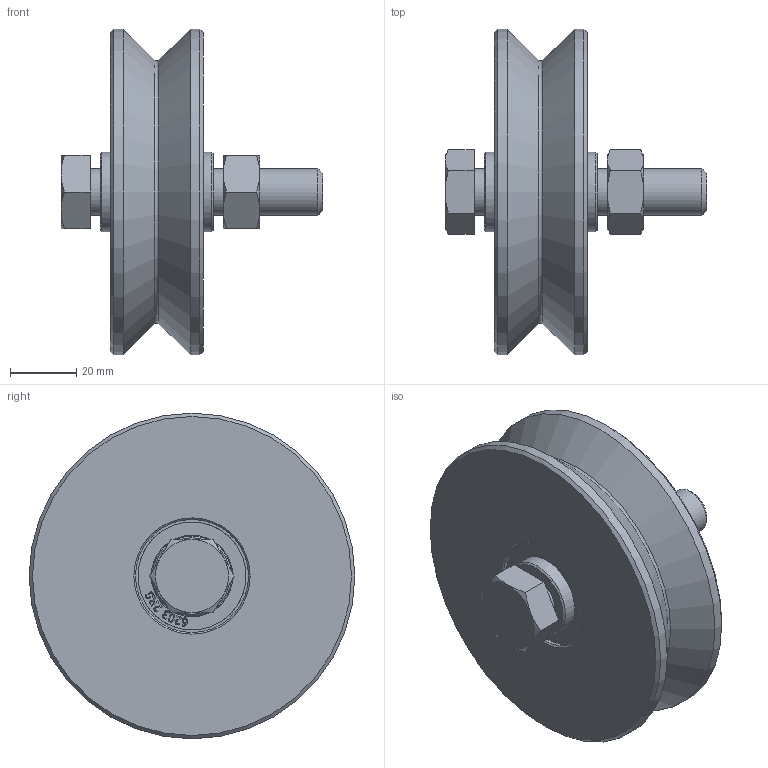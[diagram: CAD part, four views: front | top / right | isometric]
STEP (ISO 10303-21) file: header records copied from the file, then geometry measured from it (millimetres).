
FILE_DESCRIPTION(/* description */ ('305V-100 ZINCATA - RUOTA'),/* implementation_level */ '2;1');
FILE_NAME(/* name */ '11502040 001.stp',/* time_stamp */ '2023-11-30T14:26:25+01:00',/* author */ ('gcocco'),/* organization */ (''),/* preprocessor_version */ 'ST-DEVELOPER v19.2',/* originating_system */ 'Autodesk Inventor 2023',/* authorisation */ '');
FILE_SCHEMA (('AUTOMOTIVE_DESIGN { 1 0 10303 214 3 1 1 }'));
Length unit declared in the file: millimetre
Products named in the file (9): 11502040  001; 33311014  001; 23311014  001; 74101030; 74101030_1; P0911007-01-GUARNIZIONE; 21504006  001; 71200711  001; 23002005  001
Assembly tree (11 placements, depth 4):
  11502040  001
    33311014  001
      23311014  001
      74101030  x2
        74101030_1
        P0911007-01-GUARNIZIONE
    21504006  001
    71200711  001
    23002005  001  x2
Bounding box: 78.8 x 98 x 98 mm (x, y, z)
Volume: 188239.8 mm3; surface area: 55968.4 mm2
Topology: 37 solids, 37 shells, 781 faces, 2104 edges, 1394 vertices
Faces by surface type: bspline 380, plane 231, torus 65, cone 42, cylinder 39, sphere 24
Full cylindrical faces by diameter (mm): 12.376 x7, 14 x1, 14.2 x2, 17 x4, 24 x2, 24.498 x4, 24.5 x4, 32.5 x4, 32.502 x4, 34 x1, 40 x3, 45 x1, 98 x2
Entity records: 9906 total; most frequent: CARTESIAN_POINT 2877, ORIENTED_EDGE 1494, DIRECTION 1198, EDGE_CURVE 747, VERTEX_POINT 540, AXIS2_PLACEMENT_3D 459, EDGE_LOOP 333, FACE_OUTER_BOUND 283
